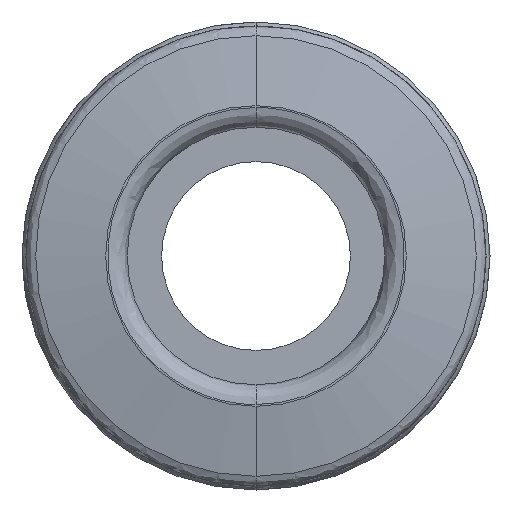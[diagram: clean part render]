
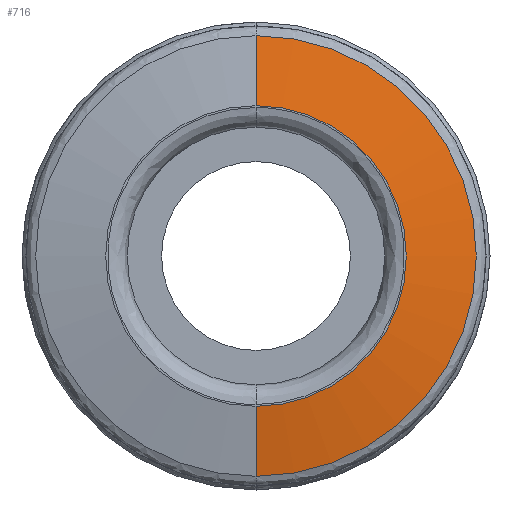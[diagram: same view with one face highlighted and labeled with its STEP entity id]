
A CAD part, front view. The second image highlights one B-rep face of the part: STEP entity #716.
In plain terms, the highlighted conical face has half-angle 80 degrees and reference radius 5.602 mm.
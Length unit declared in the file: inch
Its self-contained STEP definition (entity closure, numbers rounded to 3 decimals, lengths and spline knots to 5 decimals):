
#61 = CARTESIAN_POINT ( 'NONE',  ( -0.00122, 0.0164, 0.15047 ) ) ;
#66 = CONICAL_SURFACE ( 'NONE', #2385, 0.22055, 1.396 ) ;
#69 = VECTOR ( 'NONE', #335, 39.37008 ) ;
#74 = CARTESIAN_POINT ( 'NONE',  ( -0.00122, 0.02876, -0.22055 ) ) ;
#82 = DIRECTION ( 'NONE',  ( 0., 0., 1. ) ) ;
#221 = ORIENTED_EDGE ( 'NONE', *, *, #1249, .F. ) ;
#284 = DIRECTION ( 'NONE',  ( 0., 1., 0. ) ) ;
#322 = LINE ( 'NONE', #737, #69 ) ;
#335 = DIRECTION ( 'NONE',  ( 0., 0.174, 0.985 ) ) ;
#353 = VERTEX_POINT ( 'NONE', #1908 ) ;
#418 = EDGE_CURVE ( 'NONE', #1112, #2290, #956, .T. ) ;
#420 = CIRCLE ( 'NONE', #572, 0.22055 ) ;
#461 = VERTEX_POINT ( 'NONE', #1741 ) ;
#568 = DIRECTION ( 'NONE',  ( 0., 0., 1. ) ) ;
#572 = AXIS2_PLACEMENT_3D ( 'NONE', #1670, #780, #1834 ) ;
#652 = CARTESIAN_POINT ( 'NONE',  ( -0.00122, 0.02876, 0. ) ) ;
#716 = ADVANCED_FACE ( 'NONE', ( #1751 ), #66, .T. ) ;
#737 = CARTESIAN_POINT ( 'NONE',  ( -0.00122, 0.02876, 0.22055 ) ) ;
#780 = DIRECTION ( 'NONE',  ( 0., -1., 0. ) ) ;
#945 = DIRECTION ( 'NONE',  ( 0., -1., 0. ) ) ;
#956 = CIRCLE ( 'NONE', #1844, 0.15047 ) ;
#1026 = EDGE_CURVE ( 'NONE', #461, #353, #420, .T. ) ;
#1028 = ORIENTED_EDGE ( 'NONE', *, *, #1429, .T. ) ;
#1112 = VERTEX_POINT ( 'NONE', #1599 ) ;
#1186 = DIRECTION ( 'NONE',  ( 0., 0.174, -0.985 ) ) ;
#1249 = EDGE_CURVE ( 'NONE', #2290, #353, #322, .T. ) ;
#1339 = ORIENTED_EDGE ( 'NONE', *, *, #1026, .T. ) ;
#1429 = EDGE_CURVE ( 'NONE', #1112, #461, #1960, .T. ) ;
#1599 = CARTESIAN_POINT ( 'NONE',  ( -0.00122, 0.0164, -0.15047 ) ) ;
#1670 = CARTESIAN_POINT ( 'NONE',  ( -0.00122, 0.02876, 0. ) ) ;
#1741 = CARTESIAN_POINT ( 'NONE',  ( -0.00122, 0.02876, -0.22055 ) ) ;
#1751 = FACE_OUTER_BOUND ( 'NONE', #1856, .T. ) ;
#1834 = DIRECTION ( 'NONE',  ( -1., 0., 0. ) ) ;
#1844 = AXIS2_PLACEMENT_3D ( 'NONE', #2230, #945, #568 ) ;
#1856 = EDGE_LOOP ( 'NONE', ( #2225, #1028, #1339, #221 ) ) ;
#1908 = CARTESIAN_POINT ( 'NONE',  ( -0.00122, 0.02876, 0.22055 ) ) ;
#1960 = LINE ( 'NONE', #74, #2126 ) ;
#2126 = VECTOR ( 'NONE', #1186, 39.37008 ) ;
#2225 = ORIENTED_EDGE ( 'NONE', *, *, #418, .F. ) ;
#2230 = CARTESIAN_POINT ( 'NONE',  ( -0.00122, 0.0164, 0. ) ) ;
#2290 = VERTEX_POINT ( 'NONE', #61 ) ;
#2385 = AXIS2_PLACEMENT_3D ( 'NONE', #652, #284, #82 ) ;
